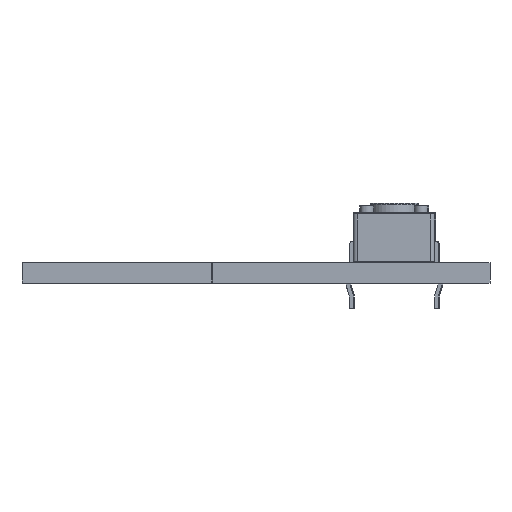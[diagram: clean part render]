
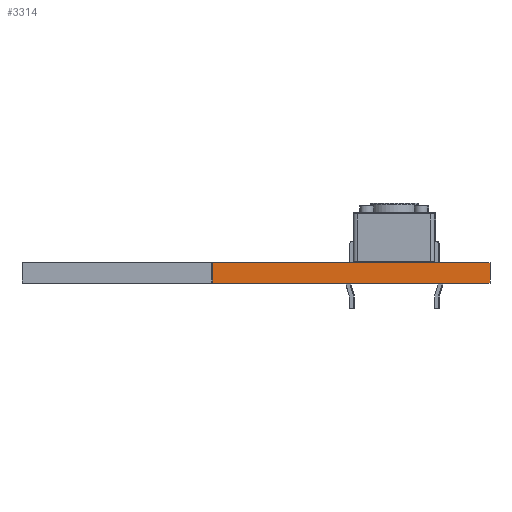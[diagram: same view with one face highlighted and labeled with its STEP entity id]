
A CAD part, front view. The second image highlights one B-rep face of the part: STEP entity #3314.
In plain terms, the highlighted planar face has unit normal (0, -1, 0).
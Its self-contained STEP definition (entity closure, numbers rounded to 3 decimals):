
#3314 = ADVANCED_FACE('',(#3315),#3349,.T.);
#3315 = FACE_BOUND('',#3316,.T.);
#3316 = EDGE_LOOP('',(#3317,#3327,#3335,#3343));
#3317 = ORIENTED_EDGE('',*,*,#3318,.T.);
#3318 = EDGE_CURVE('',#3319,#3321,#3323,.T.);
#3319 = VERTEX_POINT('',#3320);
#3320 = CARTESIAN_POINT('',(159.309,-138.049,0.));
#3321 = VERTEX_POINT('',#3322);
#3322 = CARTESIAN_POINT('',(159.309,-138.049,1.51));
#3323 = LINE('',#3324,#3325);
#3324 = CARTESIAN_POINT('',(159.309,-138.049,0.));
#3325 = VECTOR('',#3326,1.);
#3326 = DIRECTION('',(0.,0.,1.));
#3327 = ORIENTED_EDGE('',*,*,#3328,.T.);
#3328 = EDGE_CURVE('',#3321,#3329,#3331,.T.);
#3329 = VERTEX_POINT('',#3330);
#3330 = CARTESIAN_POINT('',(138.887,-138.049,1.51));
#3331 = LINE('',#3332,#3333);
#3332 = CARTESIAN_POINT('',(159.309,-138.049,1.51));
#3333 = VECTOR('',#3334,1.);
#3334 = DIRECTION('',(-1.,0.,0.));
#3335 = ORIENTED_EDGE('',*,*,#3336,.F.);
#3336 = EDGE_CURVE('',#3337,#3329,#3339,.T.);
#3337 = VERTEX_POINT('',#3338);
#3338 = CARTESIAN_POINT('',(138.887,-138.049,0.));
#3339 = LINE('',#3340,#3341);
#3340 = CARTESIAN_POINT('',(138.887,-138.049,0.));
#3341 = VECTOR('',#3342,1.);
#3342 = DIRECTION('',(0.,0.,1.));
#3343 = ORIENTED_EDGE('',*,*,#3344,.F.);
#3344 = EDGE_CURVE('',#3319,#3337,#3345,.T.);
#3345 = LINE('',#3346,#3347);
#3346 = CARTESIAN_POINT('',(159.309,-138.049,0.));
#3347 = VECTOR('',#3348,1.);
#3348 = DIRECTION('',(-1.,0.,0.));
#3349 = PLANE('',#3350);
#3350 = AXIS2_PLACEMENT_3D('',#3351,#3352,#3353);
#3351 = CARTESIAN_POINT('',(159.309,-138.049,0.));
#3352 = DIRECTION('',(0.,-1.,0.));
#3353 = DIRECTION('',(-1.,0.,0.));
